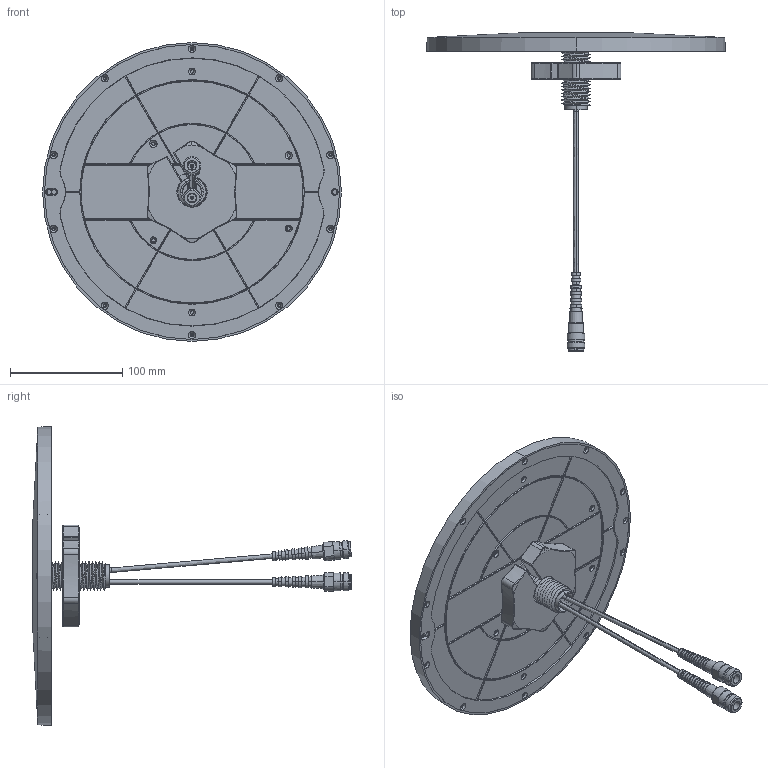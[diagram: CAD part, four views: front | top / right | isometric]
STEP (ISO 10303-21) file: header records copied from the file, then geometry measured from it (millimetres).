
FILE_DESCRIPTION (( 'STEP AP214' ), '1' );
FILE_NAME ('PE51221.STEP', '2021-04-19T14:58:43', ( '' ), ( '' ), 'SwSTEP 2.0', 'SolidWorks 2020', '' );
FILE_SCHEMA (( 'AUTOMOTIVE_DESIGN' ));
Length unit declared in the file: inch
Products named in the file (3): PE51221; N FEMALE CONNECTOR, GID 210126
Assembly tree (3 placements, depth 2):
  PE51221
    PE51221
    N FEMALE CONNECTOR, GID 210126  x2
Bounding box: 266 x 283.78 x 266 mm (x, y, z)
Volume: 268365.2 mm3; surface area: 397849.6 mm2
Topology: 12 solids, 12 shells, 975 faces, 2520 edges, 1630 vertices
Faces by surface type: cone 358, plane 244, cylinder 212, bspline 161
Entity records: 48132 total; most frequent: CARTESIAN_POINT 27226, ORIENTED_EDGE 4658, DIRECTION 3935, EDGE_CURVE 2329, AXIS2_PLACEMENT_3D 1631, VERTEX_POINT 1518, EDGE_LOOP 1011, CIRCLE 895
